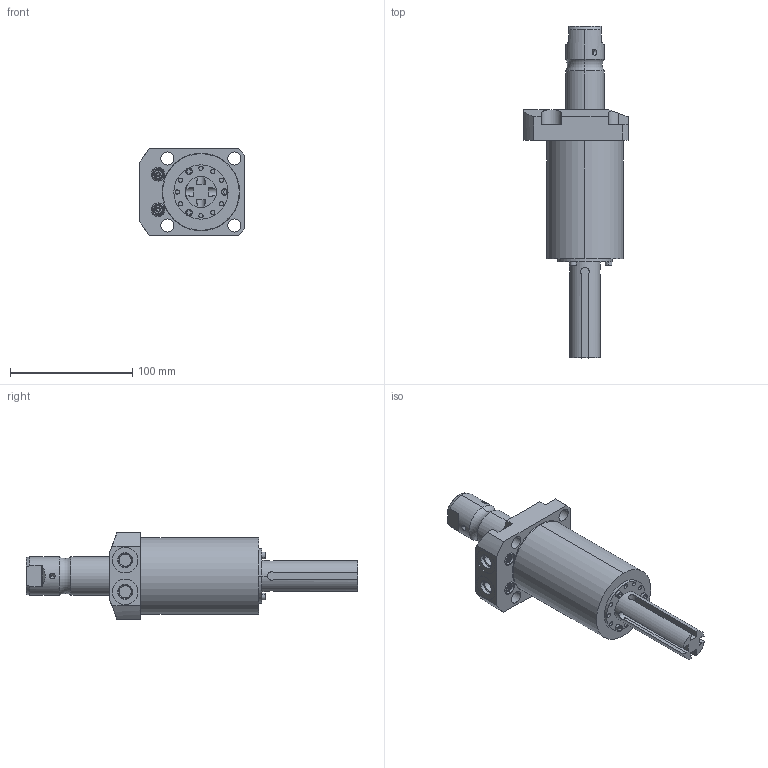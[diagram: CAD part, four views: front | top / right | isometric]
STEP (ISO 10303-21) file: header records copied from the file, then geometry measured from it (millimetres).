
FILE_DESCRIPTION((''),'2;1');
FILE_NAME('ILC14061804PS','2020-05-22T',('jweaver'),(''),'PRO/ENGINEER BY PARAMETRIC TECHNOLOGY CORPORATION, 2013320','PRO/ENGINEER BY PARAMETRIC TECHNOLOGY CORPORATION, 2013320','');
FILE_SCHEMA(('AUTOMOTIVE_DESIGN { 1 0 10303 214 1 1 1 1 }'));
Length unit declared in the file: inch
Products named in the file (1): ILC14061804PS
Bounding box: 85.5 x 271.91 x 70.87 mm (x, y, z)
Volume: 503447.5 mm3; surface area: 61393.4 mm2
Topology: 3 solids, 16 shells, 295 faces, 701 edges, 442 vertices
Faces by surface type: plane 117, cylinder 112, cone 52, torus 14
Entity records: 11099 total; most frequent: CARTESIAN_POINT 1705, DIRECTION 1521, ORIENTED_EDGE 1338, PRESENTATION_STYLE_ASSIGNMENT 711, STYLED_ITEM 690, CURVE_STYLE 681, EDGE_CURVE 681, AXIS2_PLACEMENT_3D 584
